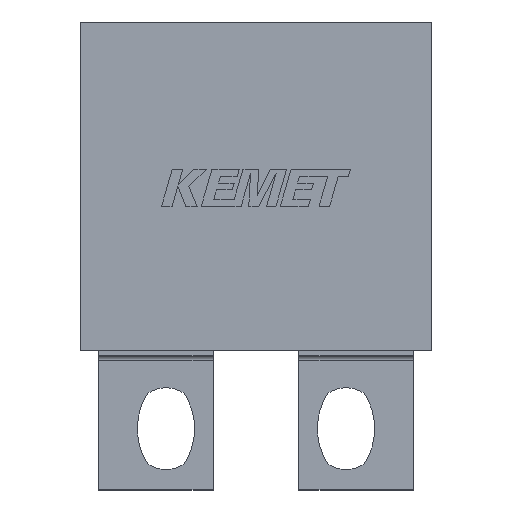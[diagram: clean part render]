
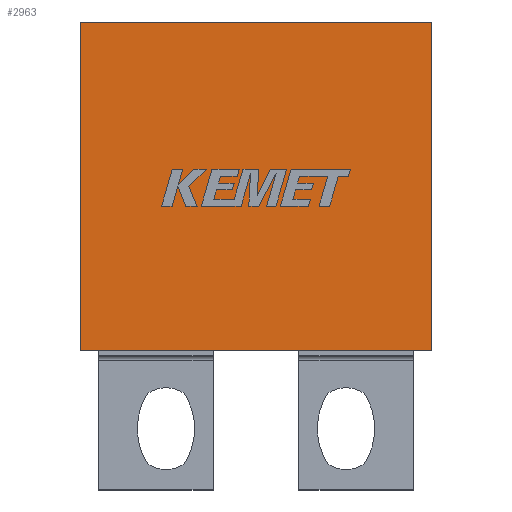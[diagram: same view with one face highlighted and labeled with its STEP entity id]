
A CAD part, top view. The second image highlights one B-rep face of the part: STEP entity #2963.
In plain terms, the highlighted planar face has unit normal (0, 0, 1).
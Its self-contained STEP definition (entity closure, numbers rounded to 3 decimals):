
#15 = EDGE_CURVE ( 'NONE', #3009, #1210, #199, .T. ) ;
#125 = CARTESIAN_POINT ( 'NONE',  ( 0., 0., 20.4 ) ) ;
#191 = ORIENTED_EDGE ( 'NONE', *, *, #15, .T. ) ;
#199 = LINE ( 'NONE', #2500, #1045 ) ;
#247 = DIRECTION ( 'NONE',  ( -1., 0., 0. ) ) ;
#485 = VECTOR ( 'NONE', #1589, 1000. ) ;
#489 = CARTESIAN_POINT ( 'NONE',  ( 0., 40.2, 20.4 ) ) ;
#581 = EDGE_CURVE ( 'NONE', #1210, #1532, #991, .T. ) ;
#614 = FACE_OUTER_BOUND ( 'NONE', #1487, .T. ) ;
#657 = AXIS2_PLACEMENT_3D ( 'NONE', #3091, #1491, #1219 ) ;
#695 = ORIENTED_EDGE ( 'NONE', *, *, #1087, .T. ) ;
#727 = CARTESIAN_POINT ( 'NONE',  ( 0., 0., 20.4 ) ) ;
#748 = CARTESIAN_POINT ( 'NONE',  ( 43., 40.2, 20.4 ) ) ;
#991 = LINE ( 'NONE', #2660, #485 ) ;
#1045 = VECTOR ( 'NONE', #2768, 1000. ) ;
#1087 = EDGE_CURVE ( 'NONE', #1558, #3009, #2928, .T. ) ;
#1159 = VECTOR ( 'NONE', #247, 1000. ) ;
#1194 = ORIENTED_EDGE ( 'NONE', *, *, #3235, .T. ) ;
#1210 = VERTEX_POINT ( 'NONE', #1865 ) ;
#1219 = DIRECTION ( 'NONE',  ( -1., 0., 0. ) ) ;
#1487 = EDGE_LOOP ( 'NONE', ( #695, #191, #2327, #1194 ) ) ;
#1491 = DIRECTION ( 'NONE',  ( 0., 0., -1. ) ) ;
#1532 = VERTEX_POINT ( 'NONE', #748 ) ;
#1558 = VERTEX_POINT ( 'NONE', #489 ) ;
#1589 = DIRECTION ( 'NONE',  ( 0., 1., 0. ) ) ;
#1865 = CARTESIAN_POINT ( 'NONE',  ( 43., 0., 20.4 ) ) ;
#1877 = CARTESIAN_POINT ( 'NONE',  ( 0., 40.2, 20.4 ) ) ;
#1987 = PLANE ( 'NONE',  #657 ) ;
#2327 = ORIENTED_EDGE ( 'NONE', *, *, #581, .T. ) ;
#2346 = LINE ( 'NONE', #1877, #1159 ) ;
#2500 = CARTESIAN_POINT ( 'NONE',  ( 0., 0., 20.4 ) ) ;
#2660 = CARTESIAN_POINT ( 'NONE',  ( 43., 0., 20.4 ) ) ;
#2768 = DIRECTION ( 'NONE',  ( 1., 0., 0. ) ) ;
#2928 = LINE ( 'NONE', #727, #3435 ) ;
#2963 = ADVANCED_FACE ( 'NONE', ( #614 ), #1987, .F. ) ;
#3009 = VERTEX_POINT ( 'NONE', #125 ) ;
#3091 = CARTESIAN_POINT ( 'NONE',  ( 0., 0., 20.4 ) ) ;
#3174 = DIRECTION ( 'NONE',  ( 0., -1., 0. ) ) ;
#3235 = EDGE_CURVE ( 'NONE', #1532, #1558, #2346, .T. ) ;
#3435 = VECTOR ( 'NONE', #3174, 1000. ) ;
